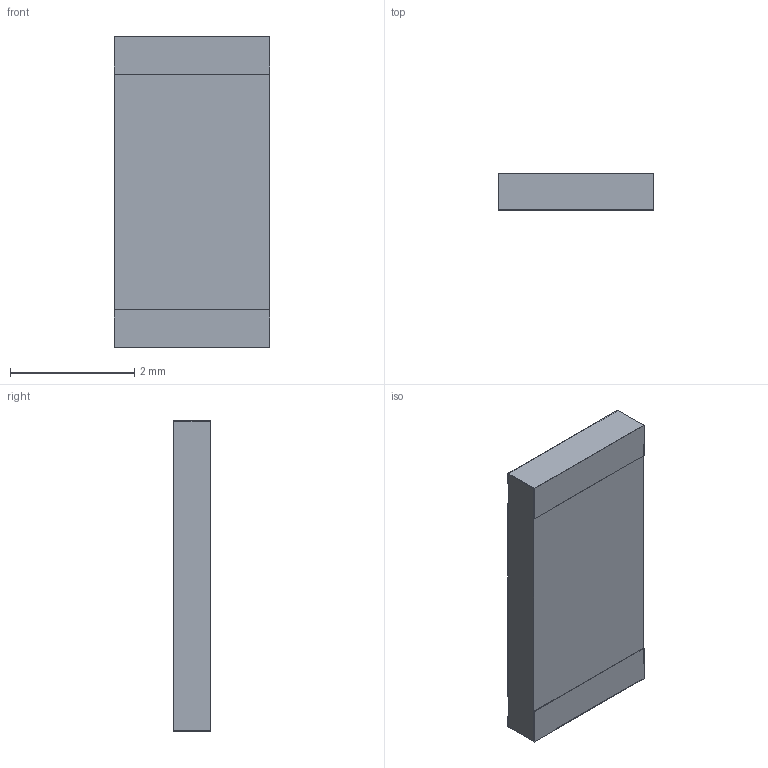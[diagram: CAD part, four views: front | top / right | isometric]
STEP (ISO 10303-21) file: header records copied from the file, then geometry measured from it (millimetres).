
FILE_DESCRIPTION (( 'STEP AP214' ), '1' );
FILE_NAME ('3CAA63CD-A4C5-4053-9CE6-B29157F7A3C1.STEP', '2025-06-11T06:25:07', ( '' ), ( '' ), 'SwSTEP 2.0', 'SolidWorks 2022', '' );
FILE_SCHEMA (( 'AUTOMOTIVE_DESIGN' ));
Length unit declared in the file: millimetre
Products named in the file (1): 3CAA63CD-A4C5-4053-9CE6-B29157F7A3C1
Bounding box: 2.5 x 0.6 x 5 mm (x, y, z)
Volume: 7.4 mm3; surface area: 70.3 mm2
Topology: 4 solids, 4 shells, 86 faces, 216 edges, 144 vertices
Faces by surface type: plane 55, bspline 31
Entity records: 4841 total; most frequent: CARTESIAN_POINT 2462, ORIENTED_EDGE 432, DIRECTION 266, EDGE_CURVE 216, LINE 154, VECTOR 154, VERTEX_POINT 144, EDGE_LOOP 92
